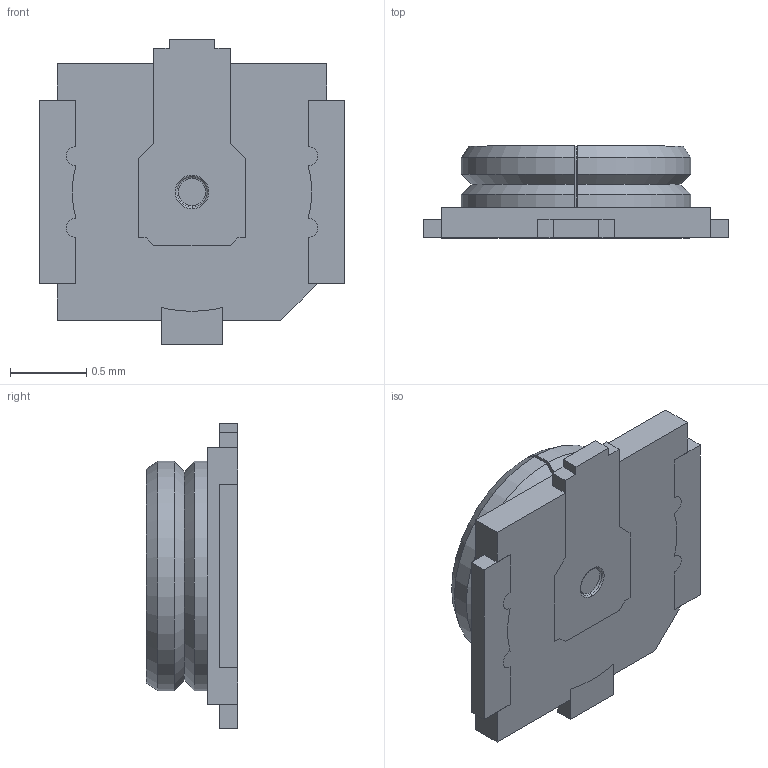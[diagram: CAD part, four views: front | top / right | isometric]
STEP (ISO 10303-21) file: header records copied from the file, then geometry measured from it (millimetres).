
FILE_DESCRIPTION (( 'STEP AP214' ), '1' );
FILE_NAME ('CONMHF4-SMD-G-T.STEP', '2021-12-14T12:08:02', ( '' ), ( '' ), 'SwSTEP 2.0', 'SolidWorks 2017', '' );
FILE_SCHEMA (( 'AUTOMOTIVE_DESIGN' ));
Length unit declared in the file: millimetre
Products named in the file (1): CONMHF4-SMD-G-T
Bounding box: 2 x 0.6 x 2 mm (x, y, z)
Volume: 0.9 mm3; surface area: 17.2 mm2
Topology: 7 solids, 7 shells, 116 faces, 294 edges, 194 vertices
Faces by surface type: plane 77, cylinder 27, torus 6, cone 6
Entity records: 3607 total; most frequent: CARTESIAN_POINT 653, DIRECTION 593, ORIENTED_EDGE 588, EDGE_CURVE 294, LINE 213, VECTOR 213, VERTEX_POINT 194, AXIS2_PLACEMENT_3D 190
